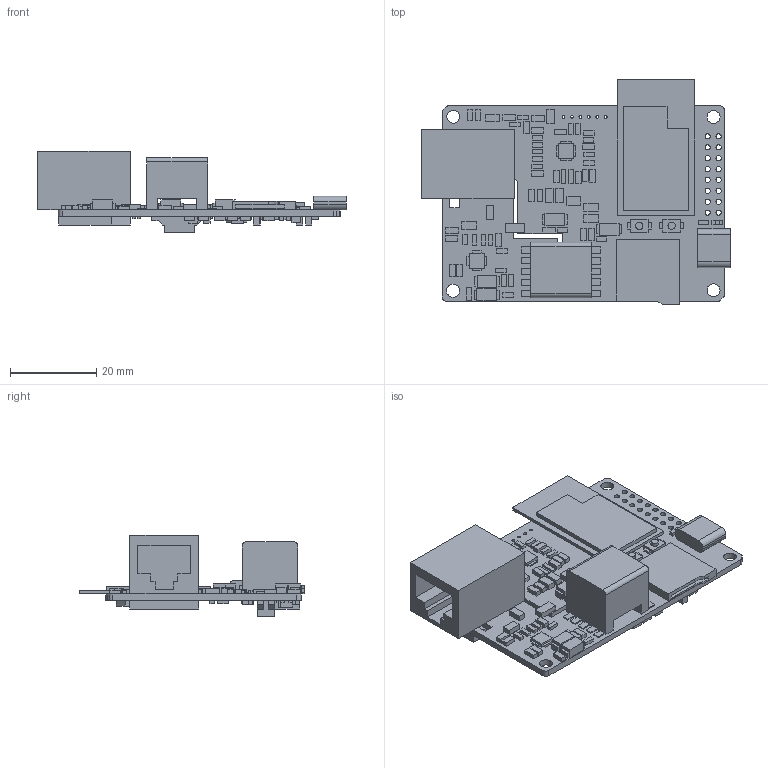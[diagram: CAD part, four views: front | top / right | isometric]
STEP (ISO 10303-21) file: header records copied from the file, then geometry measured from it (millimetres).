
FILE_DESCRIPTION((''),'2;1');
FILE_NAME('XY_INTET_POE-20-7-20','2022-05-26T09:16:51',('123456'),(''),'CREO PARAMETRIC BY PTC INC, 2019080','CREO PARAMETRIC BY PTC INC, 2019080','');
FILE_SCHEMA(('AUTOMOTIVE_DESIGN { 1 0 10303 214 1 1 1 1 }'));
Length unit declared in the file: millimetre
Products named in the file (1): XY_INTET_POE-20-7-20
Bounding box: 71.5 x 52.01 x 18.9 mm (x, y, z)
Volume: 12167 mm3; surface area: 11336.7 mm2
Topology: 1 solids, 1 shells, 929 faces, 2428 edges, 1610 vertices
Faces by surface type: plane 855, cylinder 74
Entity records: 28683 total; most frequent: CARTESIAN_POINT 4969, ORIENTED_EDGE 4856, DIRECTION 4435, EDGE_CURVE 2428, VECTOR 2279, LINE 2279, VERTEX_POINT 1610, EDGE_LOOP 1100
